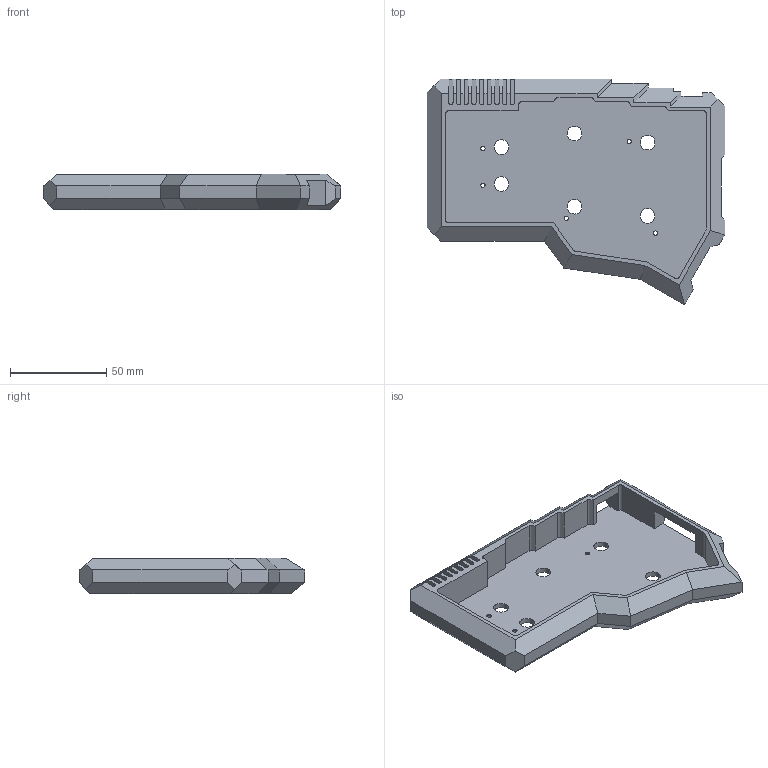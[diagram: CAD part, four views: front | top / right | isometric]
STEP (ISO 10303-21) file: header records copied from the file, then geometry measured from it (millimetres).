
FILE_DESCRIPTION (( 'STEP AP203' ), '1' );
FILE_NAME ('case2v2.STEP', '2020-05-05T12:07:52', ( '' ), ( '' ), 'SwSTEP 2.0', 'SolidWorks 2020', '' );
FILE_SCHEMA (( 'CONFIG_CONTROL_DESIGN' ));
Length unit declared in the file: millimetre
Products named in the file (1): case2v2
Bounding box: 154.76 x 117.35 x 18.7 mm (x, y, z)
Volume: 87172.7 mm3; surface area: 41929.6 mm2
Topology: 1 solids, 1 shells, 184 faces, 506 edges, 326 vertices
Faces by surface type: plane 121, cylinder 42, bspline 21
Entity records: 6514 total; most frequent: CARTESIAN_POINT 1799, ORIENTED_EDGE 1012, DIRECTION 870, EDGE_CURVE 506, VECTOR 374, LINE 374, VERTEX_POINT 326, AXIS2_PLACEMENT_3D 248
